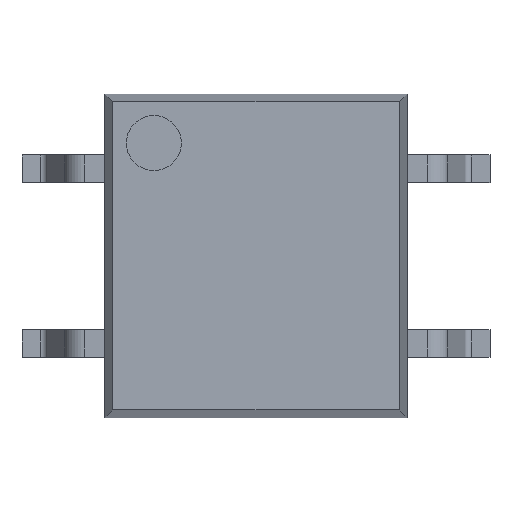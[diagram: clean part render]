
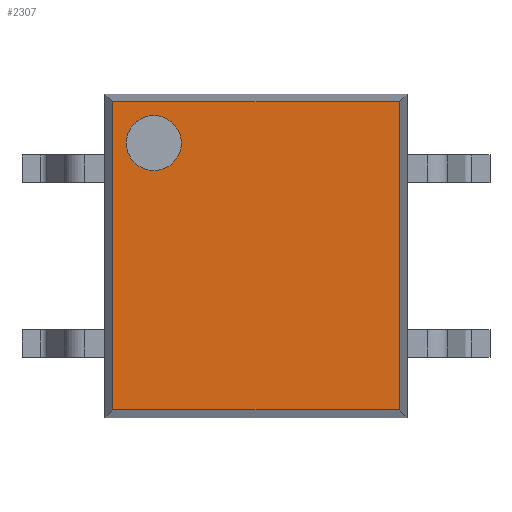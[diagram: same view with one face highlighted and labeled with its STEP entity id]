
A CAD part, top view. The second image highlights one B-rep face of the part: STEP entity #2307.
In plain terms, the highlighted planar face has unit normal (0, 0, 1).
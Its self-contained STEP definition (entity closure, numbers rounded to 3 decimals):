
#2097=CARTESIAN_POINT('',(-1.084,1.639,2.34));
#2098=VERTEX_POINT('',#2097);
#2107=CARTESIAN_POINT('',(-1.884,1.639,2.34));
#2108=VERTEX_POINT('',#2107);
#2109=CARTESIAN_POINT('',(-1.484,1.639,2.34));
#2110=DIRECTION('',(0.0,0.0,-1.0));
#2111=DIRECTION('',(1.0,0.0,0.0));
#2112=AXIS2_PLACEMENT_3D('',#2109,#2110,#2111);
#2113=CIRCLE('',#2112,0.4);
#2114=EDGE_CURVE('',#2108,#2098,#2113,.T.);
#2148=CARTESIAN_POINT('',(-1.484,1.639,2.34));
#2149=DIRECTION('',(0.0,0.0,-1.0));
#2150=DIRECTION('',(1.0,0.0,0.0));
#2151=AXIS2_PLACEMENT_3D('',#2148,#2149,#2150);
#2152=CIRCLE('',#2151,0.4);
#2153=EDGE_CURVE('',#2098,#2108,#2152,.T.);
#2173=CARTESIAN_POINT('',(-2.084,-2.239,2.34));
#2174=VERTEX_POINT('',#2173);
#2175=CARTESIAN_POINT('',(-2.084,2.239,2.34));
#2176=VERTEX_POINT('',#2175);
#2177=CARTESIAN_POINT('',(-2.084,-2.239,2.34));
#2178=DIRECTION('',(0.0,1.0,0.0));
#2179=VECTOR('',#2178,4.478);
#2180=LINE('',#2177,#2179);
#2181=EDGE_CURVE('',#2174,#2176,#2180,.T.);
#2222=CARTESIAN_POINT('',(2.084,2.239,2.34));
#2223=VERTEX_POINT('',#2222);
#2224=CARTESIAN_POINT('',(-2.084,2.239,2.34));
#2225=DIRECTION('',(1.0,0.0,0.0));
#2226=VECTOR('',#2225,4.168);
#2227=LINE('',#2224,#2226);
#2228=EDGE_CURVE('',#2176,#2223,#2227,.T.);
#2253=CARTESIAN_POINT('',(2.084,-2.239,2.34));
#2254=VERTEX_POINT('',#2253);
#2255=CARTESIAN_POINT('',(2.084,2.239,2.34));
#2256=DIRECTION('',(0.0,-1.0,0.0));
#2257=VECTOR('',#2256,4.478);
#2258=LINE('',#2255,#2257);
#2259=EDGE_CURVE('',#2223,#2254,#2258,.T.);
#2282=CARTESIAN_POINT('',(2.084,-2.239,2.34));
#2283=DIRECTION('',(-1.0,0.0,0.0));
#2284=VECTOR('',#2283,4.168);
#2285=LINE('',#2282,#2284);
#2286=EDGE_CURVE('',#2254,#2174,#2285,.T.);
#2292=CARTESIAN_POINT('',(0.,0.,2.34));
#2293=DIRECTION('',(0.0,0.0,1.0));
#2294=DIRECTION('',(1.0,0.0,0.0));
#2295=AXIS2_PLACEMENT_3D('',#2292,#2293,#2294);
#2296=PLANE('',#2295);
#2297=ORIENTED_EDGE('',*,*,#2181,.F.);
#2298=ORIENTED_EDGE('',*,*,#2286,.F.);
#2299=ORIENTED_EDGE('',*,*,#2259,.F.);
#2300=ORIENTED_EDGE('',*,*,#2228,.F.);
#2301=EDGE_LOOP('',(#2297,#2298,#2299,#2300));
#2302=FACE_OUTER_BOUND('',#2301,.T.);
#2303=ORIENTED_EDGE('',*,*,#2153,.T.);
#2304=ORIENTED_EDGE('',*,*,#2114,.T.);
#2305=EDGE_LOOP('',(#2303,#2304));
#2306=FACE_BOUND('',#2305,.T.);
#2307=ADVANCED_FACE('',(#2302,#2306),#2296,.T.);
